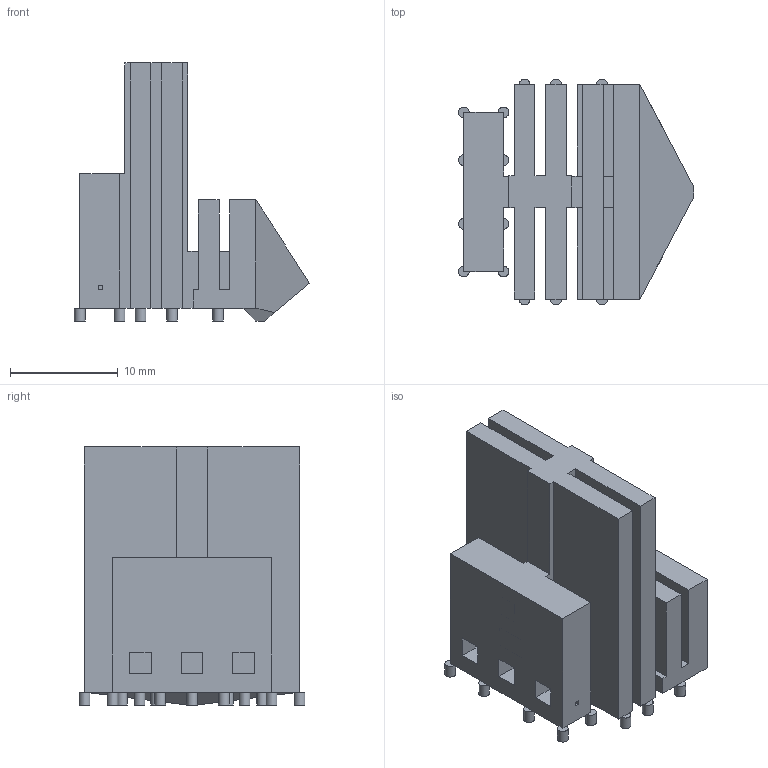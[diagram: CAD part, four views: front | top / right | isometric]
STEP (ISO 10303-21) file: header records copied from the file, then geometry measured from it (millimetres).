
FILE_DESCRIPTION(/* description */ ('STEP AP242','CAx-IF Rec.Pracs.---Representation and Presentation of Product Manufacturing Information (PMI)---4.0---2014-10-13'),/* implementation_level */ '2;1');
FILE_NAME(/* name */ '3_Ligament_Limb_001.step',/* time_stamp */ '2025-02-18T10:53:06Z',/* author */ (''),/* organization */ (''),/* preprocessor_version */ 'ST-DEVELOPER v20',/* originating_system */ 'Autodesk Translation Framework v13.20.0.188',/* authorisation */ '');
FILE_SCHEMA (('AP242_MANAGED_MODEL_BASED_3D_ENGINEERING_MIM_LF { 1 0 10303 442 1 1 4 }'));
Length unit declared in the file: metre
Products named in the file (1): basic-bellows-actuator
Bounding box: 21.88 x 21 x 24 mm (x, y, z)
Volume: 2856.8 mm3; surface area: 6366.7 mm2
Topology: 1 solids, 1 shells, 192 faces, 494 edges, 316 vertices
Faces by surface type: plane 167, cylinder 25
Full cylindrical faces by diameter (mm): 1 x25
Entity records: 5776 total; most frequent: CARTESIAN_POINT 1003, ORIENTED_EDGE 988, DIRECTION 950, EDGE_CURVE 494, LINE 424, VECTOR 424, VERTEX_POINT 316, AXIS2_PLACEMENT_3D 263
